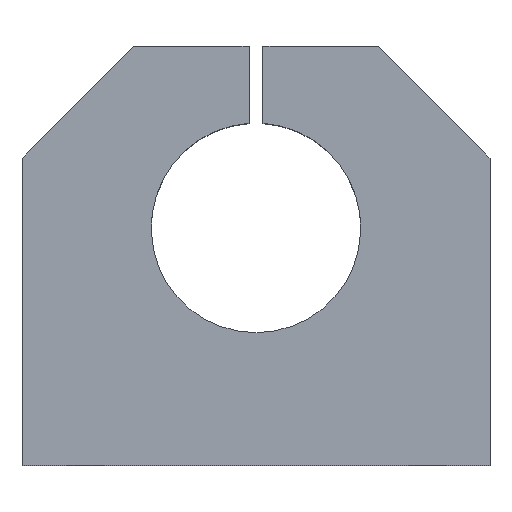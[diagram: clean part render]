
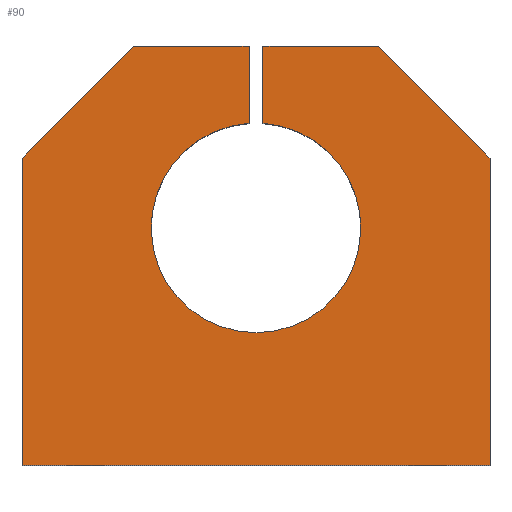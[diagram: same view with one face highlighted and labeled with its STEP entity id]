
A CAD part, top view. The second image highlights one B-rep face of the part: STEP entity #90.
In plain terms, the highlighted planar face has unit normal (0, 0, 1).
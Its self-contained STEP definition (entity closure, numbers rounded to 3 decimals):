
#90 = ADVANCED_FACE( '', ( #193 ), #194, .T. );
#193 = FACE_OUTER_BOUND( '', #290, .T. );
#194 = PLANE( '', #291 );
#290 = EDGE_LOOP( '', ( #464, #465, #466, #467, #468, #469, #470, #471, #472, #473 ) );
#291 = AXIS2_PLACEMENT_3D( '', #474, #475, #476 );
#464 = ORIENTED_EDGE( '', *, *, #561, .T. );
#465 = ORIENTED_EDGE( '', *, *, #563, .T. );
#466 = ORIENTED_EDGE( '', *, *, #512, .T. );
#467 = ORIENTED_EDGE( '', *, *, #540, .T. );
#468 = ORIENTED_EDGE( '', *, *, #526, .T. );
#469 = ORIENTED_EDGE( '', *, *, #558, .T. );
#470 = ORIENTED_EDGE( '', *, *, #507, .F. );
#471 = ORIENTED_EDGE( '', *, *, #565, .T. );
#472 = ORIENTED_EDGE( '', *, *, #566, .T. );
#473 = ORIENTED_EDGE( '', *, *, #536, .T. );
#474 = CARTESIAN_POINT( '', ( 0., 34., 30. ) );
#475 = DIRECTION( '', ( 0., 0., 1. ) );
#476 = DIRECTION( '', ( 1., 0., 0. ) );
#507 = EDGE_CURVE( '', #587, #589, #590, .T. );
#512 = EDGE_CURVE( '', #598, #596, #599, .T. );
#526 = EDGE_CURVE( '', #622, #620, #623, .T. );
#536 = EDGE_CURVE( '', #639, #637, #640, .T. );
#540 = EDGE_CURVE( '', #596, #622, #644, .T. );
#558 = EDGE_CURVE( '', #620, #589, #668, .T. );
#561 = EDGE_CURVE( '', #637, #670, #672, .T. );
#563 = EDGE_CURVE( '', #670, #598, #674, .T. );
#565 = EDGE_CURVE( '', #587, #676, #677, .T. );
#566 = EDGE_CURVE( '', #676, #639, #678, .T. );
#587 = VERTEX_POINT( '', #699 );
#589 = VERTEX_POINT( '', #702 );
#590 = CIRCLE( '', #703, 15. );
#596 = VERTEX_POINT( '', #711 );
#598 = VERTEX_POINT( '', #714 );
#599 = LINE( '', #715, #716 );
#620 = VERTEX_POINT( '', #873 );
#622 = VERTEX_POINT( '', #876 );
#623 = LINE( '', #877, #878 );
#637 = VERTEX_POINT( '', #895 );
#639 = VERTEX_POINT( '', #898 );
#640 = LINE( '', #899, #900 );
#644 = LINE( '', #905, #906 );
#668 = LINE( '', #936, #937 );
#670 = VERTEX_POINT( '', #939 );
#672 = LINE( '', #942, #943 );
#674 = LINE( '', #945, #946 );
#676 = VERTEX_POINT( '', #948 );
#677 = LINE( '', #949, #950 );
#678 = LINE( '', #951, #952 );
#699 = CARTESIAN_POINT( '', ( -1., 48.967, 30. ) );
#702 = CARTESIAN_POINT( '', ( 1., 48.967, 30. ) );
#703 = AXIS2_PLACEMENT_3D( '', #976, #977, #978 );
#711 = CARTESIAN_POINT( '', ( 33.5, 44., 30. ) );
#714 = CARTESIAN_POINT( '', ( 33.5, 0., 30. ) );
#715 = CARTESIAN_POINT( '', ( 33.5, 0., 30. ) );
#716 = VECTOR( '', #982, 1000. );
#873 = CARTESIAN_POINT( '', ( 1., 60., 30. ) );
#876 = CARTESIAN_POINT( '', ( 17.5, 60., 30. ) );
#877 = CARTESIAN_POINT( '', ( 17.5, 60., 30. ) );
#878 = VECTOR( '', #996, 1000. );
#895 = CARTESIAN_POINT( '', ( -33.5, 44., 30. ) );
#898 = CARTESIAN_POINT( '', ( -17.5, 60., 30. ) );
#899 = CARTESIAN_POINT( '', ( -17.5, 60., 30. ) );
#900 = VECTOR( '', #1010, 1000. );
#905 = CARTESIAN_POINT( '', ( 33.5, 44., 30. ) );
#906 = VECTOR( '', #1015, 1000. );
#936 = CARTESIAN_POINT( '', ( 1., 60., 30. ) );
#937 = VECTOR( '', #1034, 1000. );
#939 = CARTESIAN_POINT( '', ( -33.5, 0., 30. ) );
#942 = CARTESIAN_POINT( '', ( -33.5, 44., 30. ) );
#943 = VECTOR( '', #1036, 1000. );
#945 = CARTESIAN_POINT( '', ( -33.5, 0., 30. ) );
#946 = VECTOR( '', #1037, 1000. );
#948 = CARTESIAN_POINT( '', ( -1., 60., 30. ) );
#949 = CARTESIAN_POINT( '', ( -1., 48.967, 30. ) );
#950 = VECTOR( '', #1038, 1000. );
#951 = CARTESIAN_POINT( '', ( -1., 60., 30. ) );
#952 = VECTOR( '', #1039, 1000. );
#976 = CARTESIAN_POINT( '', ( 0., 34., 30. ) );
#977 = DIRECTION( '', ( 0., 0., 1. ) );
#978 = DIRECTION( '', ( 1., 0., 0. ) );
#982 = DIRECTION( '', ( 0., 1., 0. ) );
#996 = DIRECTION( '', ( -1., 0., 0. ) );
#1010 = DIRECTION( '', ( -0.707, -0.707, 0. ) );
#1015 = DIRECTION( '', ( -0.707, 0.707, 0. ) );
#1034 = DIRECTION( '', ( 0., -1., 0. ) );
#1036 = DIRECTION( '', ( 0., -1., 0. ) );
#1037 = DIRECTION( '', ( 1., 0., 0. ) );
#1038 = DIRECTION( '', ( 0., 1., 0. ) );
#1039 = DIRECTION( '', ( -1., 0., 0. ) );
